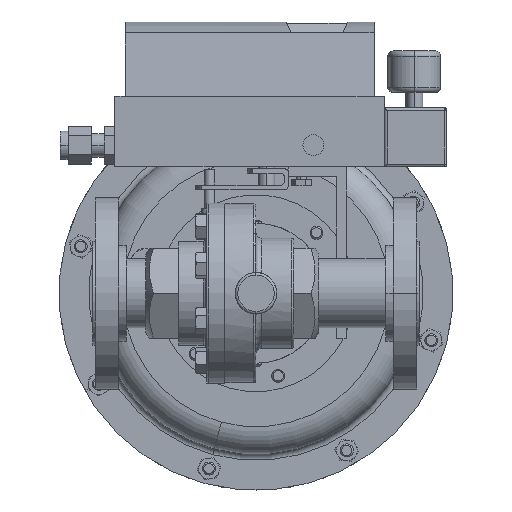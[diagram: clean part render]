
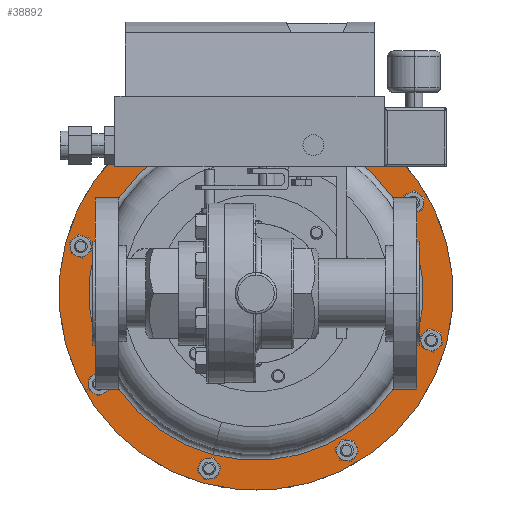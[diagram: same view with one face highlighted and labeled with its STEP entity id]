
A CAD part, front view. The second image highlights one B-rep face of the part: STEP entity #38892.
In plain terms, the highlighted planar face has unit normal (0, -1, 0).
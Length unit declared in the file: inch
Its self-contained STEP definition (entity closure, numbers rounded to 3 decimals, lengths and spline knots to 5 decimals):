
#308 = CARTESIAN_POINT ( 'NONE',  ( 3.32591, 10.57865, 7.76542 ) ) ;
#479 = AXIS2_PLACEMENT_3D ( 'NONE', #30503, #11188, #33729 ) ;
#2556 = DIRECTION ( 'NONE',  ( 0.259, 0., 0.966 ) ) ;
#3056 = AXIS2_PLACEMENT_3D ( 'NONE', #13550, #36087, #16788 ) ;
#6102 = DIRECTION ( 'NONE',  ( 0., 1., 0. ) ) ;
#8726 = CARTESIAN_POINT ( 'NONE',  ( 1.05374, 10.57865, -0.71444 ) ) ;
#11188 = DIRECTION ( 'NONE',  ( 0., 1., 0. ) ) ;
#13550 = CARTESIAN_POINT ( 'NONE',  ( 2.28313, 10.57865, 3.87371 ) ) ;
#14482 = VERTEX_POINT ( 'NONE', #39631 ) ;
#15404 = CARTESIAN_POINT ( 'NONE',  ( 2.28313, 10.57865, 3.87371 ) ) ;
#16089 = CIRCLE ( 'NONE', #35051, 4.029 ) ;
#16788 = DIRECTION ( 'NONE',  ( -0.259, 0., -0.966 ) ) ;
#18497 = CIRCLE ( 'NONE', #33740, 4.029 ) ;
#18631 = DIRECTION ( 'NONE',  ( -0.259, 0., -0.966 ) ) ;
#18775 = ORIENTED_EDGE ( 'NONE', *, *, #26890, .F. ) ;
#20049 = VERTEX_POINT ( 'NONE', #8726 ) ;
#20551 = VERTEX_POINT ( 'NONE', #308 ) ;
#21866 = DIRECTION ( 'NONE',  ( 0., -1., 0. ) ) ;
#25006 = PLANE ( 'NONE',  #35706 ) ;
#25434 = CARTESIAN_POINT ( 'NONE',  ( 2.28313, 10.57865, 3.87371 ) ) ;
#26890 = EDGE_CURVE ( 'NONE', #20049, #40498, #28389, .T. ) ;
#27444 = EDGE_LOOP ( 'NONE', ( #18775, #27917 ) ) ;
#27917 = ORIENTED_EDGE ( 'NONE', *, *, #30630, .F. ) ;
#28389 = CIRCLE ( 'NONE', #3056, 4.75 ) ;
#28653 = DIRECTION ( 'NONE',  ( -0.259, 0., -0.966 ) ) ;
#28878 = ORIENTED_EDGE ( 'NONE', *, *, #33188, .T. ) ;
#30503 = CARTESIAN_POINT ( 'NONE',  ( 2.28313, 10.57865, 3.87371 ) ) ;
#30630 = EDGE_CURVE ( 'NONE', #40498, #20049, #37283, .T. ) ;
#30897 = EDGE_CURVE ( 'NONE', #14482, #20551, #16089, .T. ) ;
#31514 = FACE_BOUND ( 'NONE', #35903, .T. ) ;
#32706 = CARTESIAN_POINT ( 'NONE',  ( 3.51252, 10.57865, 8.46186 ) ) ;
#33188 = EDGE_CURVE ( 'NONE', #20551, #14482, #18497, .T. ) ;
#33540 = FACE_OUTER_BOUND ( 'NONE', #27444, .T. ) ;
#33729 = DIRECTION ( 'NONE',  ( -0.259, 0., -0.966 ) ) ;
#33740 = AXIS2_PLACEMENT_3D ( 'NONE', #25434, #6102, #28653 ) ;
#35051 = AXIS2_PLACEMENT_3D ( 'NONE', #15404, #37946, #18631 ) ;
#35706 = AXIS2_PLACEMENT_3D ( 'NONE', #41174, #21866, #2556 ) ;
#35903 = EDGE_LOOP ( 'NONE', ( #36429, #28878 ) ) ;
#36087 = DIRECTION ( 'NONE',  ( 0., 1., 0. ) ) ;
#36429 = ORIENTED_EDGE ( 'NONE', *, *, #30897, .T. ) ;
#37283 = CIRCLE ( 'NONE', #479, 4.75 ) ;
#37946 = DIRECTION ( 'NONE',  ( 0., 1., 0. ) ) ;
#38892 = ADVANCED_FACE ( 'NONE', ( #31514, #33540 ), #25006, .T. ) ;
#39631 = CARTESIAN_POINT ( 'NONE',  ( 1.24035, 10.57865, -0.01801 ) ) ;
#40498 = VERTEX_POINT ( 'NONE', #32706 ) ;
#41174 = CARTESIAN_POINT ( 'NONE',  ( -2.30502, 10.57865, 5.1031 ) ) ;
